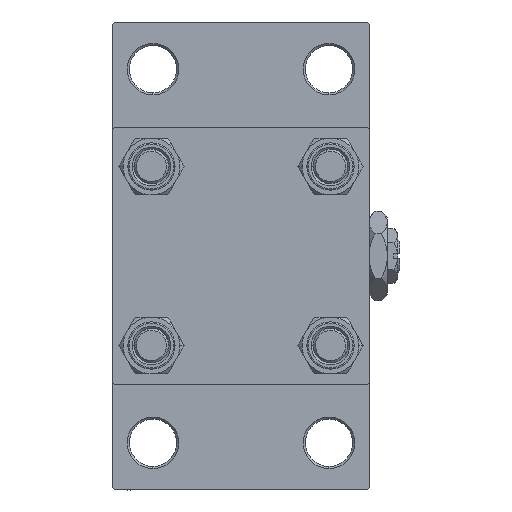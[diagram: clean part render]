
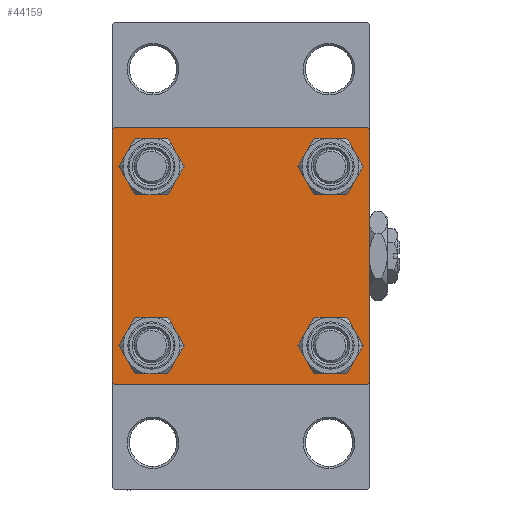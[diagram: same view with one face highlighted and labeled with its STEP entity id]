
A CAD part, left-side view. The second image highlights one B-rep face of the part: STEP entity #44159.
In plain terms, the highlighted planar face has unit normal (-1, 0, 0).
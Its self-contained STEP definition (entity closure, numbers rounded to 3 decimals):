
#213 = ORIENTED_EDGE ( 'NONE', *, *, #6684, .T. ) ;
#416 = LINE ( 'NONE', #38560, #33677 ) ;
#861 = VECTOR ( 'NONE', #18469, 1000. ) ;
#1060 = CARTESIAN_POINT ( 'NONE',  ( 0., -20.85, 25.35 ) ) ;
#1396 = CARTESIAN_POINT ( 'NONE',  ( 0., 20.85, -25.35 ) ) ;
#1847 = ORIENTED_EDGE ( 'NONE', *, *, #5751, .T. ) ;
#1915 = CARTESIAN_POINT ( 'NONE',  ( 0., -20.85, -25.35 ) ) ;
#2798 = VERTEX_POINT ( 'NONE', #12296 ) ;
#2822 = CARTESIAN_POINT ( 'NONE',  ( 0., 30., 30. ) ) ;
#3487 = DIRECTION ( 'NONE',  ( 0., 0.707, 0.707 ) ) ;
#4139 = CIRCLE ( 'NONE', #17060, 4.5 ) ;
#4817 = EDGE_CURVE ( 'NONE', #49566, #30907, #416, .T. ) ;
#5614 = DIRECTION ( 'NONE',  ( 0., 0., 1. ) ) ;
#5751 = EDGE_CURVE ( 'NONE', #8941, #8230, #49175, .T. ) ;
#6036 = CIRCLE ( 'NONE', #28629, 4.5 ) ;
#6056 = VECTOR ( 'NONE', #3487, 1000. ) ;
#6182 = LINE ( 'NONE', #7409, #10551 ) ;
#6487 = CARTESIAN_POINT ( 'NONE',  ( 0., 0., 0. ) ) ;
#6684 = EDGE_CURVE ( 'NONE', #17186, #15945, #9726, .T. ) ;
#6733 = CARTESIAN_POINT ( 'NONE',  ( 0., -20.85, 16.35 ) ) ;
#6879 = EDGE_CURVE ( 'NONE', #7738, #47290, #22497, .T. ) ;
#6993 = LINE ( 'NONE', #38978, #40531 ) ;
#7409 = CARTESIAN_POINT ( 'NONE',  ( 0., 29.75, 29.75 ) ) ;
#7517 = CARTESIAN_POINT ( 'NONE',  ( 0., -29.75, 29.75 ) ) ;
#7738 = VERTEX_POINT ( 'NONE', #47054 ) ;
#8230 = VERTEX_POINT ( 'NONE', #26920 ) ;
#8339 = EDGE_CURVE ( 'NONE', #7738, #37831, #6182, .T. ) ;
#8723 = CARTESIAN_POINT ( 'NONE',  ( 0., -29.5, 30. ) ) ;
#8941 = VERTEX_POINT ( 'NONE', #1915 ) ;
#8975 = ORIENTED_EDGE ( 'NONE', *, *, #20231, .T. ) ;
#9007 = ORIENTED_EDGE ( 'NONE', *, *, #49415, .T. ) ;
#9131 = CARTESIAN_POINT ( 'NONE',  ( 0., -20.85, -20.85 ) ) ;
#9151 = EDGE_CURVE ( 'NONE', #22818, #44801, #29160, .T. ) ;
#9306 = AXIS2_PLACEMENT_3D ( 'NONE', #40266, #13973, #28899 ) ;
#9350 = CARTESIAN_POINT ( 'NONE',  ( 0., 30., -30. ) ) ;
#9633 = DIRECTION ( 'NONE',  ( 1., 0., 0. ) ) ;
#9726 = CIRCLE ( 'NONE', #25054, 4.5 ) ;
#10277 = DIRECTION ( 'NONE',  ( -1., 0., 0. ) ) ;
#10551 = VECTOR ( 'NONE', #48867, 1000. ) ;
#11005 = VECTOR ( 'NONE', #40613, 1000. ) ;
#11092 = CARTESIAN_POINT ( 'NONE',  ( 0., 20.85, 16.35 ) ) ;
#11549 = CARTESIAN_POINT ( 'NONE',  ( 0., 30., 29.5 ) ) ;
#11684 = AXIS2_PLACEMENT_3D ( 'NONE', #49220, #18162, #14594 ) ;
#12131 = ORIENTED_EDGE ( 'NONE', *, *, #6879, .F. ) ;
#12220 = DIRECTION ( 'NONE',  ( 1., 0., 0. ) ) ;
#12296 = CARTESIAN_POINT ( 'NONE',  ( 0., -29.5, -30. ) ) ;
#12339 = DIRECTION ( 'NONE',  ( 1., 0., 0. ) ) ;
#13194 = CIRCLE ( 'NONE', #27730, 4.5 ) ;
#13598 = CARTESIAN_POINT ( 'NONE',  ( 0., 29.5, -30. ) ) ;
#13608 = DIRECTION ( 'NONE',  ( 1., 0., 0. ) ) ;
#13973 = DIRECTION ( 'NONE',  ( 1., 0., 0. ) ) ;
#14594 = DIRECTION ( 'NONE',  ( 0., 0., 1. ) ) ;
#14841 = VECTOR ( 'NONE', #36919, 1000. ) ;
#15094 = ORIENTED_EDGE ( 'NONE', *, *, #4817, .F. ) ;
#15334 = CARTESIAN_POINT ( 'NONE',  ( 0., -30., 29.5 ) ) ;
#15945 = VERTEX_POINT ( 'NONE', #38755 ) ;
#17060 = AXIS2_PLACEMENT_3D ( 'NONE', #32009, #43642, #24428 ) ;
#17186 = VERTEX_POINT ( 'NONE', #11092 ) ;
#17283 = VECTOR ( 'NONE', #40919, 1000. ) ;
#17485 = CARTESIAN_POINT ( 'NONE',  ( 0., 29.75, -29.75 ) ) ;
#18162 = DIRECTION ( 'NONE',  ( 1., 0., 0. ) ) ;
#18469 = DIRECTION ( 'NONE',  ( 0., -1., 0. ) ) ;
#18797 = ORIENTED_EDGE ( 'NONE', *, *, #9151, .T. ) ;
#18869 = EDGE_CURVE ( 'NONE', #23390, #35405, #48052, .T. ) ;
#20231 = EDGE_CURVE ( 'NONE', #15945, #17186, #23767, .T. ) ;
#20289 = EDGE_CURVE ( 'NONE', #49566, #47290, #30754, .T. ) ;
#20877 = ORIENTED_EDGE ( 'NONE', *, *, #49864, .T. ) ;
#21422 = CARTESIAN_POINT ( 'NONE',  ( 0., 30., 30. ) ) ;
#21534 = VERTEX_POINT ( 'NONE', #1396 ) ;
#21659 = FACE_BOUND ( 'NONE', #29927, .T. ) ;
#22497 = LINE ( 'NONE', #2822, #861 ) ;
#22818 = VERTEX_POINT ( 'NONE', #1060 ) ;
#23390 = VERTEX_POINT ( 'NONE', #45444 ) ;
#23757 = CARTESIAN_POINT ( 'NONE',  ( 0., -30., -29.5 ) ) ;
#23767 = CIRCLE ( 'NONE', #11684, 4.5 ) ;
#24428 = DIRECTION ( 'NONE',  ( 0., 0., 1. ) ) ;
#24702 = ORIENTED_EDGE ( 'NONE', *, *, #8339, .T. ) ;
#25054 = AXIS2_PLACEMENT_3D ( 'NONE', #40220, #29093, #5614 ) ;
#25686 = DIRECTION ( 'NONE',  ( 0., 0., 1. ) ) ;
#25920 = FACE_BOUND ( 'NONE', #32286, .T. ) ;
#26429 = FACE_OUTER_BOUND ( 'NONE', #41923, .T. ) ;
#26920 = CARTESIAN_POINT ( 'NONE',  ( 0., -20.85, -16.35 ) ) ;
#27024 = EDGE_CURVE ( 'NONE', #37831, #23390, #45150, .T. ) ;
#27496 = ORIENTED_EDGE ( 'NONE', *, *, #43779, .T. ) ;
#27688 = ORIENTED_EDGE ( 'NONE', *, *, #42464, .T. ) ;
#27730 = AXIS2_PLACEMENT_3D ( 'NONE', #43569, #12220, #27899 ) ;
#27899 = DIRECTION ( 'NONE',  ( 0., 0., 1. ) ) ;
#28629 = AXIS2_PLACEMENT_3D ( 'NONE', #48236, #13608, #33543 ) ;
#28899 = DIRECTION ( 'NONE',  ( 0., 0., 1. ) ) ;
#29093 = DIRECTION ( 'NONE',  ( 1., 0., 0. ) ) ;
#29160 = CIRCLE ( 'NONE', #30772, 4.5 ) ;
#29927 = EDGE_LOOP ( 'NONE', ( #27688, #1847 ) ) ;
#30037 = VERTEX_POINT ( 'NONE', #34860 ) ;
#30754 = LINE ( 'NONE', #7517, #6056 ) ;
#30772 = AXIS2_PLACEMENT_3D ( 'NONE', #31536, #12339, #42672 ) ;
#30907 = VERTEX_POINT ( 'NONE', #23757 ) ;
#31536 = CARTESIAN_POINT ( 'NONE',  ( 0., -20.85, 20.85 ) ) ;
#32009 = CARTESIAN_POINT ( 'NONE',  ( 0., 20.85, -20.85 ) ) ;
#32286 = EDGE_LOOP ( 'NONE', ( #18797, #9007 ) ) ;
#32537 = EDGE_LOOP ( 'NONE', ( #8975, #213 ) ) ;
#33258 = FACE_BOUND ( 'NONE', #32537, .T. ) ;
#33543 = DIRECTION ( 'NONE',  ( 0., 0., 1. ) ) ;
#33677 = VECTOR ( 'NONE', #46641, 1000. ) ;
#34860 = CARTESIAN_POINT ( 'NONE',  ( 0., 20.85, -16.35 ) ) ;
#35405 = VERTEX_POINT ( 'NONE', #13598 ) ;
#35653 = ORIENTED_EDGE ( 'NONE', *, *, #20289, .T. ) ;
#36215 = ORIENTED_EDGE ( 'NONE', *, *, #27024, .T. ) ;
#36919 = DIRECTION ( 'NONE',  ( 0., -0.707, -0.707 ) ) ;
#37050 = FACE_BOUND ( 'NONE', #37606, .T. ) ;
#37553 = DIRECTION ( 'NONE',  ( 0., -0.707, 0.707 ) ) ;
#37606 = EDGE_LOOP ( 'NONE', ( #20877, #43664 ) ) ;
#37831 = VERTEX_POINT ( 'NONE', #11549 ) ;
#38020 = EDGE_CURVE ( 'NONE', #21534, #30037, #4139, .T. ) ;
#38560 = CARTESIAN_POINT ( 'NONE',  ( 0., -30., 30. ) ) ;
#38755 = CARTESIAN_POINT ( 'NONE',  ( 0., 20.85, 25.35 ) ) ;
#38978 = CARTESIAN_POINT ( 'NONE',  ( 0., -29.75, -29.75 ) ) ;
#40220 = CARTESIAN_POINT ( 'NONE',  ( 0., 20.85, 20.85 ) ) ;
#40254 = EDGE_CURVE ( 'NONE', #2798, #30907, #6993, .T. ) ;
#40266 = CARTESIAN_POINT ( 'NONE',  ( 0., 20.85, -20.85 ) ) ;
#40531 = VECTOR ( 'NONE', #37553, 1000. ) ;
#40613 = DIRECTION ( 'NONE',  ( 0., 0., -1. ) ) ;
#40919 = DIRECTION ( 'NONE',  ( 0., -1., 0. ) ) ;
#41792 = ORIENTED_EDGE ( 'NONE', *, *, #40254, .T. ) ;
#41923 = EDGE_LOOP ( 'NONE', ( #36215, #44055, #27496, #41792, #15094, #35653, #12131, #24702 ) ) ;
#42464 = EDGE_CURVE ( 'NONE', #8230, #8941, #13194, .T. ) ;
#42672 = DIRECTION ( 'NONE',  ( 0., 0., 1. ) ) ;
#43099 = AXIS2_PLACEMENT_3D ( 'NONE', #6487, #10277, #25686 ) ;
#43502 = DIRECTION ( 'NONE',  ( 0., 0., 1. ) ) ;
#43569 = CARTESIAN_POINT ( 'NONE',  ( 0., -20.85, -20.85 ) ) ;
#43642 = DIRECTION ( 'NONE',  ( 1., 0., 0. ) ) ;
#43664 = ORIENTED_EDGE ( 'NONE', *, *, #38020, .T. ) ;
#43779 = EDGE_CURVE ( 'NONE', #35405, #2798, #48261, .T. ) ;
#44055 = ORIENTED_EDGE ( 'NONE', *, *, #18869, .T. ) ;
#44159 = ADVANCED_FACE ( 'NONE', ( #25920, #21659, #37050, #33258, #26429 ), #44902, .T. ) ;
#44801 = VERTEX_POINT ( 'NONE', #6733 ) ;
#44902 = PLANE ( 'NONE',  #43099 ) ;
#45138 = AXIS2_PLACEMENT_3D ( 'NONE', #9131, #9633, #43502 ) ;
#45150 = LINE ( 'NONE', #21422, #11005 ) ;
#45444 = CARTESIAN_POINT ( 'NONE',  ( 0., 30., -29.5 ) ) ;
#46641 = DIRECTION ( 'NONE',  ( 0., 0., -1. ) ) ;
#47054 = CARTESIAN_POINT ( 'NONE',  ( 0., 29.5, 30. ) ) ;
#47290 = VERTEX_POINT ( 'NONE', #8723 ) ;
#48052 = LINE ( 'NONE', #17485, #14841 ) ;
#48236 = CARTESIAN_POINT ( 'NONE',  ( 0., -20.85, 20.85 ) ) ;
#48261 = LINE ( 'NONE', #9350, #17283 ) ;
#48825 = CIRCLE ( 'NONE', #9306, 4.5 ) ;
#48867 = DIRECTION ( 'NONE',  ( 0., 0.707, -0.707 ) ) ;
#49175 = CIRCLE ( 'NONE', #45138, 4.5 ) ;
#49220 = CARTESIAN_POINT ( 'NONE',  ( 0., 20.85, 20.85 ) ) ;
#49415 = EDGE_CURVE ( 'NONE', #44801, #22818, #6036, .T. ) ;
#49566 = VERTEX_POINT ( 'NONE', #15334 ) ;
#49864 = EDGE_CURVE ( 'NONE', #30037, #21534, #48825, .T. ) ;
